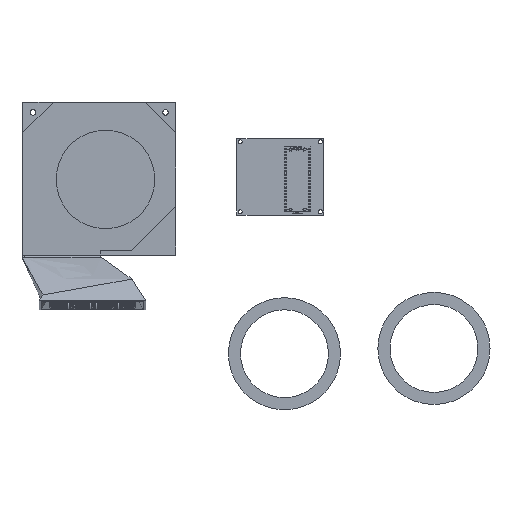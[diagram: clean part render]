
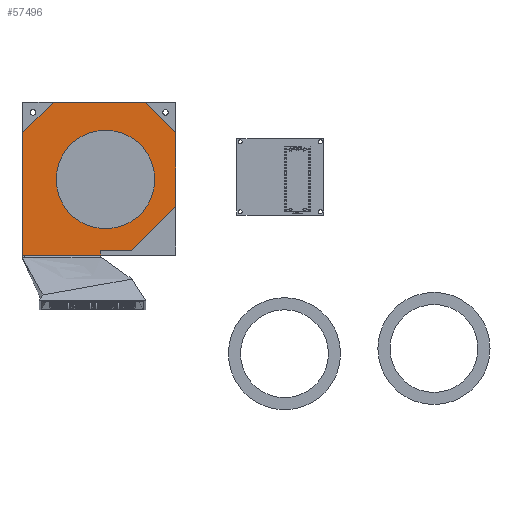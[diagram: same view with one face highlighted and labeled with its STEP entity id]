
A CAD part, front view. The second image highlights one B-rep face of the part: STEP entity #57496.
In plain terms, the highlighted planar face has unit normal (0, -1, 0).
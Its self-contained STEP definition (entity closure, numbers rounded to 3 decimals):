
#1160=FACE_BOUND('',#9118,.T.);
#2550=PLANE('',#62982);
#5762=FACE_OUTER_BOUND('',#9117,.T.);
#9117=EDGE_LOOP('',(#48408,#48409,#48410,#48411,#48412,#48413,#48414,#48415,
#48416));
#9118=EDGE_LOOP('',(#48417));
#13928=LINE('',#93423,#20191);
#13930=LINE('',#93427,#20193);
#13931=LINE('',#93429,#20194);
#13932=LINE('',#93431,#20195);
#13933=LINE('',#93433,#20196);
#13934=LINE('',#93435,#20197);
#13935=LINE('',#93437,#20198);
#13936=LINE('',#93439,#20199);
#13937=LINE('',#93440,#20200);
#20191=VECTOR('',#75414,10.);
#20193=VECTOR('',#75418,10.);
#20194=VECTOR('',#75419,10.);
#20195=VECTOR('',#75420,10.);
#20196=VECTOR('',#75421,10.);
#20197=VECTOR('',#75422,10.);
#20198=VECTOR('',#75423,10.);
#20199=VECTOR('',#75424,10.);
#20200=VECTOR('',#75425,10.);
#24348=CIRCLE('',#62983,38.61);
#27764=VERTEX_POINT('',#93420);
#27765=VERTEX_POINT('',#93422);
#27766=VERTEX_POINT('',#93426);
#27767=VERTEX_POINT('',#93428);
#27768=VERTEX_POINT('',#93430);
#27769=VERTEX_POINT('',#93432);
#27770=VERTEX_POINT('',#93434);
#27771=VERTEX_POINT('',#93436);
#27772=VERTEX_POINT('',#93438);
#27773=VERTEX_POINT('',#93441);
#34855=EDGE_CURVE('',#27765,#27764,#13928,.T.);
#34857=EDGE_CURVE('',#27764,#27766,#13930,.T.);
#34858=EDGE_CURVE('',#27766,#27767,#13931,.T.);
#34859=EDGE_CURVE('',#27767,#27768,#13932,.T.);
#34860=EDGE_CURVE('',#27768,#27769,#13933,.T.);
#34861=EDGE_CURVE('',#27769,#27770,#13934,.T.);
#34862=EDGE_CURVE('',#27770,#27771,#13935,.T.);
#34863=EDGE_CURVE('',#27771,#27772,#13936,.T.);
#34864=EDGE_CURVE('',#27772,#27765,#13937,.T.);
#34865=EDGE_CURVE('',#27773,#27773,#24348,.T.);
#48408=ORIENTED_EDGE('',*,*,#34855,.T.);
#48409=ORIENTED_EDGE('',*,*,#34857,.T.);
#48410=ORIENTED_EDGE('',*,*,#34858,.T.);
#48411=ORIENTED_EDGE('',*,*,#34859,.T.);
#48412=ORIENTED_EDGE('',*,*,#34860,.T.);
#48413=ORIENTED_EDGE('',*,*,#34861,.T.);
#48414=ORIENTED_EDGE('',*,*,#34862,.T.);
#48415=ORIENTED_EDGE('',*,*,#34863,.T.);
#48416=ORIENTED_EDGE('',*,*,#34864,.T.);
#48417=ORIENTED_EDGE('',*,*,#34865,.T.);
#57496=ADVANCED_FACE('',(#5762,#1160),#2550,.F.);
#62982=AXIS2_PLACEMENT_3D('',#93425,#75416,#75417);
#62983=AXIS2_PLACEMENT_3D('',#93442,#75426,#75427);
#75414=DIRECTION('',(0.707,0.,0.707));
#75416=DIRECTION('center_axis',(0.,1.,0.));
#75417=DIRECTION('ref_axis',(-1.,0.,0.));
#75418=DIRECTION('',(0.,0.,1.));
#75419=DIRECTION('',(-0.707,0.,0.707));
#75420=DIRECTION('',(-1.,0.,0.));
#75421=DIRECTION('',(-0.707,0.,-0.707));
#75422=DIRECTION('',(0.,0.,-1.));
#75423=DIRECTION('',(1.,0.,0.));
#75424=DIRECTION('',(0.,0.,1.));
#75425=DIRECTION('',(1.,0.,0.));
#75426=DIRECTION('center_axis',(0.,1.,0.));
#75427=DIRECTION('ref_axis',(1.,0.,0.));
#93420=CARTESIAN_POINT('',(4.708,78.967,-21.206));
#93422=CARTESIAN_POINT('',(-29.876,78.967,-55.79));
#93423=CARTESIAN_POINT('',(-23.93,78.967,-49.844));
#93425=CARTESIAN_POINT('Origin',(-55.292,78.967,0.61));
#93426=CARTESIAN_POINT('',(4.708,78.967,36.804));
#93427=CARTESIAN_POINT('',(4.708,78.967,-59.39));
#93428=CARTESIAN_POINT('',(-19.099,78.967,60.61));
#93429=CARTESIAN_POINT('',(-1.244,78.967,42.755));
#93430=CARTESIAN_POINT('',(-91.486,78.967,60.61));
#93431=CARTESIAN_POINT('',(4.708,78.967,60.61));
#93432=CARTESIAN_POINT('',(-115.292,78.967,36.804));
#93433=CARTESIAN_POINT('',(-97.437,78.967,54.658));
#93434=CARTESIAN_POINT('',(-115.292,78.967,-59.39));
#93435=CARTESIAN_POINT('',(-115.292,78.967,60.61));
#93436=CARTESIAN_POINT('',(-54.292,78.967,-59.39));
#93437=CARTESIAN_POINT('',(-115.292,78.967,-59.39));
#93438=CARTESIAN_POINT('',(-54.292,78.967,-55.79));
#93439=CARTESIAN_POINT('',(-54.292,78.967,-29.39));
#93440=CARTESIAN_POINT('',(-45.994,78.967,-55.79));
#93441=CARTESIAN_POINT('',(-89.012,78.967,0.));
#93442=CARTESIAN_POINT('Origin',(-50.402,78.967,0.));
